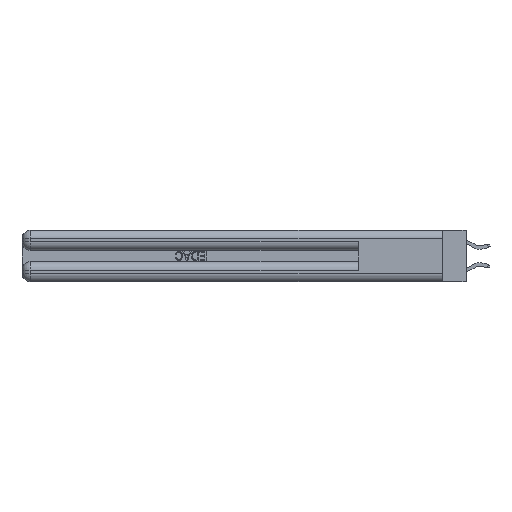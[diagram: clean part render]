
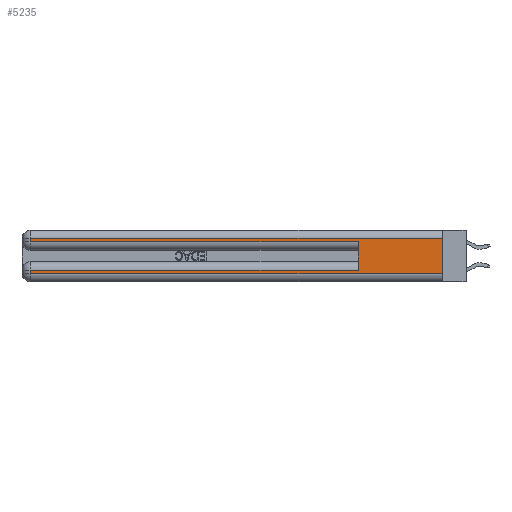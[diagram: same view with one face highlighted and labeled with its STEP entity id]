
A CAD part, left-side view. The second image highlights one B-rep face of the part: STEP entity #5235.
In plain terms, the highlighted planar face has unit normal (-1, 0, 0).
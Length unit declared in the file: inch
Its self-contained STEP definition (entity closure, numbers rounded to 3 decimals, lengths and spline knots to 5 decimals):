
#684 = CARTESIAN_POINT ( 'NONE',  ( 0., 2.94, 0.285 ) ) ;
#964 = ORIENTED_EDGE ( 'NONE', *, *, #14926, .F. ) ;
#1093 = CARTESIAN_POINT ( 'NONE',  ( 0., 2.94, 0.06 ) ) ;
#1668 = DIRECTION ( 'NONE',  ( 0., -1., 0. ) ) ;
#1821 = CARTESIAN_POINT ( 'NONE',  ( 0., 0., 0.06 ) ) ;
#2390 = EDGE_CURVE ( 'NONE', #6505, #17059, #3825, .T. ) ;
#2445 = LINE ( 'NONE', #19895, #16502 ) ;
#2855 = VERTEX_POINT ( 'NONE', #28001 ) ;
#3825 = LINE ( 'NONE', #18263, #22345 ) ;
#3888 = VERTEX_POINT ( 'NONE', #24111 ) ;
#3942 = DIRECTION ( 'NONE',  ( 0., 0., 1. ) ) ;
#4162 = DIRECTION ( 'NONE',  ( 1., 0., 0. ) ) ;
#4218 = VERTEX_POINT ( 'NONE', #1093 ) ;
#4520 = LINE ( 'NONE', #1821, #30786 ) ;
#5235 = ADVANCED_FACE ( 'NONE', ( #6544 ), #16211, .F. ) ;
#5401 = EDGE_CURVE ( 'NONE', #23754, #4218, #17434, .T. ) ;
#5557 = VECTOR ( 'NONE', #16445, 39.37008 ) ;
#6011 = LINE ( 'NONE', #22821, #16087 ) ;
#6062 = ORIENTED_EDGE ( 'NONE', *, *, #9534, .T. ) ;
#6505 = VERTEX_POINT ( 'NONE', #21288 ) ;
#6544 = FACE_OUTER_BOUND ( 'NONE', #13407, .T. ) ;
#7391 = EDGE_CURVE ( 'NONE', #21153, #3888, #2445, .T. ) ;
#8052 = CARTESIAN_POINT ( 'NONE',  ( 0., 0., 0.31 ) ) ;
#9534 = EDGE_CURVE ( 'NONE', #4218, #17059, #4520, .T. ) ;
#9595 = ORIENTED_EDGE ( 'NONE', *, *, #16498, .T. ) ;
#12338 = DIRECTION ( 'NONE',  ( 0., 1., 0. ) ) ;
#12508 = CARTESIAN_POINT ( 'NONE',  ( 0., 2.94, 0.37 ) ) ;
#13407 = EDGE_LOOP ( 'NONE', ( #25935, #9595, #23518, #30221, #964, #15285, #26983, #6062 ) ) ;
#14926 = EDGE_CURVE ( 'NONE', #2855, #3888, #6011, .T. ) ;
#15142 = EDGE_CURVE ( 'NONE', #30011, #21153, #23604, .T. ) ;
#15285 = ORIENTED_EDGE ( 'NONE', *, *, #22531, .T. ) ;
#16087 = VECTOR ( 'NONE', #3942, 39.37008 ) ;
#16211 = PLANE ( 'NONE',  #27020 ) ;
#16445 = DIRECTION ( 'NONE',  ( 0., 1., 0. ) ) ;
#16467 = DIRECTION ( 'NONE',  ( 0., 0., -1. ) ) ;
#16498 = EDGE_CURVE ( 'NONE', #6505, #30011, #27231, .T. ) ;
#16502 = VECTOR ( 'NONE', #17521, 39.37008 ) ;
#17059 = VERTEX_POINT ( 'NONE', #19605 ) ;
#17090 = VECTOR ( 'NONE', #16467, 39.37008 ) ;
#17434 = LINE ( 'NONE', #12508, #22484 ) ;
#17521 = DIRECTION ( 'NONE',  ( 0., -1., 0. ) ) ;
#17959 = DIRECTION ( 'NONE',  ( 0., 0., -1. ) ) ;
#18263 = CARTESIAN_POINT ( 'NONE',  ( 0., 0., 0.37 ) ) ;
#19078 = DIRECTION ( 'NONE',  ( 0., 0., -1. ) ) ;
#19598 = CARTESIAN_POINT ( 'NONE',  ( 0., 2.94, 0.37 ) ) ;
#19605 = CARTESIAN_POINT ( 'NONE',  ( 0., 0., 0.06 ) ) ;
#19895 = CARTESIAN_POINT ( 'NONE',  ( 0., 0., 0.285 ) ) ;
#20886 = CARTESIAN_POINT ( 'NONE',  ( 0., 2.94, 0.085 ) ) ;
#21097 = VECTOR ( 'NONE', #12338, 39.37008 ) ;
#21153 = VERTEX_POINT ( 'NONE', #684 ) ;
#21288 = CARTESIAN_POINT ( 'NONE',  ( 0., 0., 0.31 ) ) ;
#22345 = VECTOR ( 'NONE', #17959, 39.37008 ) ;
#22484 = VECTOR ( 'NONE', #19078, 39.37008 ) ;
#22531 = EDGE_CURVE ( 'NONE', #2855, #23754, #23892, .T. ) ;
#22821 = CARTESIAN_POINT ( 'NONE',  ( 0., 0.6, 0.145 ) ) ;
#23419 = CARTESIAN_POINT ( 'NONE',  ( 0., 0., 0.085 ) ) ;
#23513 = DIRECTION ( 'NONE',  ( 0., 0., -1. ) ) ;
#23518 = ORIENTED_EDGE ( 'NONE', *, *, #15142, .T. ) ;
#23604 = LINE ( 'NONE', #19598, #17090 ) ;
#23754 = VERTEX_POINT ( 'NONE', #20886 ) ;
#23892 = LINE ( 'NONE', #23419, #5557 ) ;
#24111 = CARTESIAN_POINT ( 'NONE',  ( 0., 0.6, 0.285 ) ) ;
#25486 = CARTESIAN_POINT ( 'NONE',  ( 0., 2.94, 0.31 ) ) ;
#25880 = CARTESIAN_POINT ( 'NONE',  ( 0., 0., 0.37 ) ) ;
#25935 = ORIENTED_EDGE ( 'NONE', *, *, #2390, .F. ) ;
#26983 = ORIENTED_EDGE ( 'NONE', *, *, #5401, .T. ) ;
#27020 = AXIS2_PLACEMENT_3D ( 'NONE', #25880, #4162, #23513 ) ;
#27231 = LINE ( 'NONE', #8052, #21097 ) ;
#28001 = CARTESIAN_POINT ( 'NONE',  ( 0., 0.6, 0.085 ) ) ;
#30011 = VERTEX_POINT ( 'NONE', #25486 ) ;
#30221 = ORIENTED_EDGE ( 'NONE', *, *, #7391, .T. ) ;
#30786 = VECTOR ( 'NONE', #1668, 39.37008 ) ;
